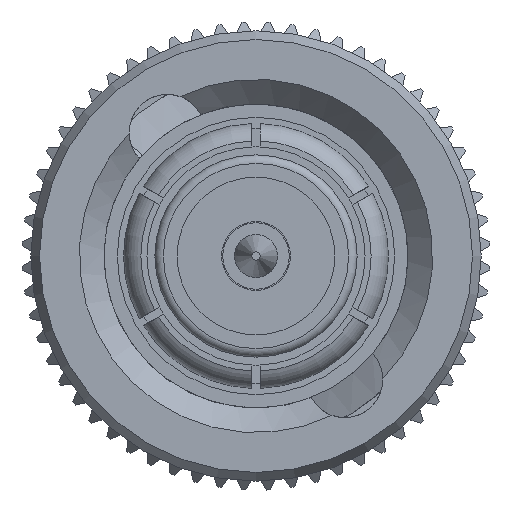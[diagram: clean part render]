
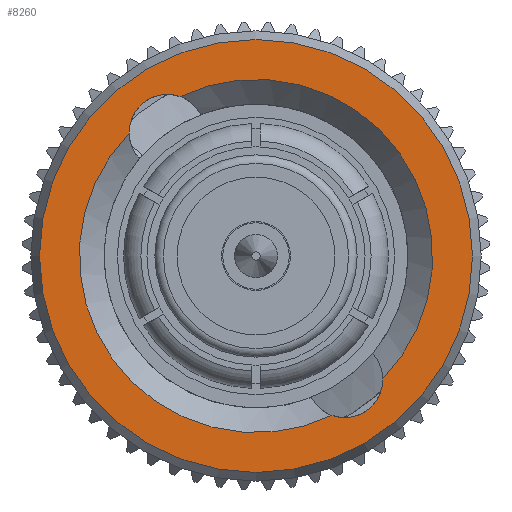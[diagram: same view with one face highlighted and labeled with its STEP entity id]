
A CAD part, left-side view. The second image highlights one B-rep face of the part: STEP entity #8260.
In plain terms, the highlighted planar face has unit normal (-1, 0, 0).
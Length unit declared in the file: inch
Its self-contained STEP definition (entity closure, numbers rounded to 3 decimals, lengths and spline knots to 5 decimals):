
#750 = CARTESIAN_POINT ( 'NONE',  ( 0.047, 0., 0. ) ) ;
#2093 = AXIS2_PLACEMENT_3D ( 'NONE', #4873, #5826, #10229 ) ;
#2326 = ORIENTED_EDGE ( 'NONE', *, *, #8605, .T. ) ;
#2835 = DIRECTION ( 'NONE',  ( 1., 0., 0. ) ) ;
#2883 = DIRECTION ( 'NONE',  ( 0., -1., 0. ) ) ;
#2888 = ORIENTED_EDGE ( 'NONE', *, *, #8492, .T. ) ;
#3026 = AXIS2_PLACEMENT_3D ( 'NONE', #11339, #2835, #7079 ) ;
#3060 = CARTESIAN_POINT ( 'NONE',  ( 0.047, 0., 0. ) ) ;
#3378 = CIRCLE ( 'NONE', #3026, 0.04645 ) ;
#3394 = FACE_OUTER_BOUND ( 'NONE', #5007, .T. ) ;
#3542 = CIRCLE ( 'NONE', #4578, 0.26339 ) ;
#3924 = DIRECTION ( 'NONE',  ( 1., 0., 0. ) ) ;
#4042 = EDGE_CURVE ( 'NONE', #13611, #11580, #6496, .T. ) ;
#4180 = CARTESIAN_POINT ( 'NONE',  ( 0.047, 0.26339, 0. ) ) ;
#4334 = ORIENTED_EDGE ( 'NONE', *, *, #10064, .T. ) ;
#4347 = CARTESIAN_POINT ( 'NONE',  ( 0.047, -0.09247, -0.19403 ) ) ;
#4536 = VERTEX_POINT ( 'NONE', #12866 ) ;
#4578 = AXIS2_PLACEMENT_3D ( 'NONE', #750, #3924, #5018 ) ;
#4633 = CARTESIAN_POINT ( 'NONE',  ( 0.047, 0.15433, 0.14961 ) ) ;
#4873 = CARTESIAN_POINT ( 'NONE',  ( 0.047, 0.10789, 0.15021 ) ) ;
#4895 = CIRCLE ( 'NONE', #5931, 0.21494 ) ;
#5007 = EDGE_LOOP ( 'NONE', ( #11751 ) ) ;
#5018 = DIRECTION ( 'NONE',  ( 0., 1., 0. ) ) ;
#5291 = DIRECTION ( 'NONE',  ( 1., 0., 0. ) ) ;
#5774 = ORIENTED_EDGE ( 'NONE', *, *, #4042, .T. ) ;
#5807 = CARTESIAN_POINT ( 'NONE',  ( 0.047, -0.15433, -0.14961 ) ) ;
#5826 = DIRECTION ( 'NONE',  ( 1., 0., 0. ) ) ;
#5931 = AXIS2_PLACEMENT_3D ( 'NONE', #3060, #11651, #2883 ) ;
#5964 = DIRECTION ( 'NONE',  ( 1., 0., 0. ) ) ;
#6270 = VERTEX_POINT ( 'NONE', #5807 ) ;
#6340 = PLANE ( 'NONE',  #13218 ) ;
#6496 = CIRCLE ( 'NONE', #11194, 0.21494 ) ;
#6630 = EDGE_LOOP ( 'NONE', ( #2326, #2888, #5774, #4334 ) ) ;
#7079 = DIRECTION ( 'NONE',  ( 0., 1., 0. ) ) ;
#8260 = ADVANCED_FACE ( 'NONE', ( #3394, #13150 ), #6340, .F. ) ;
#8492 = EDGE_CURVE ( 'NONE', #6270, #13611, #3378, .T. ) ;
#8605 = EDGE_CURVE ( 'NONE', #9382, #6270, #4895, .T. ) ;
#9382 = VERTEX_POINT ( 'NONE', #12016 ) ;
#10064 = EDGE_CURVE ( 'NONE', #11580, #9382, #10738, .T. ) ;
#10229 = DIRECTION ( 'NONE',  ( 0., 1., 0. ) ) ;
#10281 = DIRECTION ( 'NONE',  ( 0., -1., 0. ) ) ;
#10738 = CIRCLE ( 'NONE', #2093, 0.04645 ) ;
#11194 = AXIS2_PLACEMENT_3D ( 'NONE', #12391, #5964, #10281 ) ;
#11339 = CARTESIAN_POINT ( 'NONE',  ( 0.047, -0.10789, -0.15021 ) ) ;
#11580 = VERTEX_POINT ( 'NONE', #4633 ) ;
#11651 = DIRECTION ( 'NONE',  ( 1., 0., 0. ) ) ;
#11751 = ORIENTED_EDGE ( 'NONE', *, *, #13880, .F. ) ;
#12016 = CARTESIAN_POINT ( 'NONE',  ( 0.047, 0.09247, 0.19403 ) ) ;
#12391 = CARTESIAN_POINT ( 'NONE',  ( 0.047, 0., 0. ) ) ;
#12806 = DIRECTION ( 'NONE',  ( 0., 1., 0. ) ) ;
#12866 = CARTESIAN_POINT ( 'NONE',  ( 0.047, 0.26339, 0. ) ) ;
#13150 = FACE_BOUND ( 'NONE', #6630, .T. ) ;
#13218 = AXIS2_PLACEMENT_3D ( 'NONE', #4180, #5291, #12806 ) ;
#13611 = VERTEX_POINT ( 'NONE', #4347 ) ;
#13880 = EDGE_CURVE ( 'NONE', #4536, #4536, #3542, .T. ) ;
